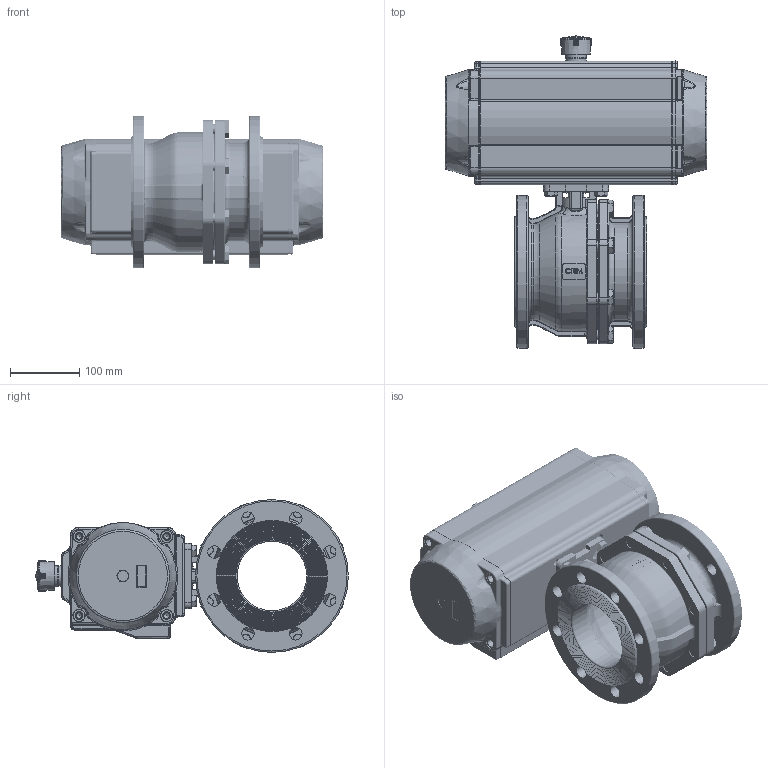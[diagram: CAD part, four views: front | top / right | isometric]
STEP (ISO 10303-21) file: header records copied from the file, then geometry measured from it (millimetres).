
FILE_DESCRIPTION(/* description */ ('Unknown'),/* implementation_level */ '2;1');
FILE_NAME(/* name */ 'PE08 0920-12',/* time_stamp */ '2025-02-24T10:27:50+01:00',/* author */ ('Unknown'),/* organization */ ('Unknown'),/* preprocessor_version */ 'ST-DEVELOPER v19.4',/* originating_system */ 'Solid Edge',/* authorisation */ 'Unknown');
FILE_SCHEMA (('AUTOMOTIVE_DESIGN {1 0 10303 214 3 1 1}'));
Length unit declared in the file: millimetre
Products named in the file (20): PE08 0920-12; 920-12; MV-24D-DD-DN100; MV-24D-LZ-DN100; MV-24D-G(J)-DN100; MV-24D-FGM-DN100; MV-24D-FG-DN100; MV-24D-FS-DN100; MV-24D-T(J)-DN100; DIN 933 M10x30 A2-70 BLK_EDST; PD09_PE08; VTE140埴詰; vt140-2016-06-25; vt140左端盖（模具厂）_MIR; huosai140; VT140-03-C 陔粣; Optische Anzeige; ______; ________(___________; cup head nib bolts with large head gb_GB_FASTENER_BOLT_CHNBW M6X25-N
Assembly tree (34 placements, depth 4):
  PE08 0920-12
    920-12
      MV-24D-DD-DN100  x2
      MV-24D-LZ-DN100  x8
      MV-24D-G(J)-DN100
      MV-24D-FGM-DN100
      MV-24D-FG-DN100
      MV-24D-FS-DN100
      MV-24D-T(J)-DN100
    DIN 933 M10x30 A2-70 BLK_EDST  x4
    PD09_PE08
      VTE140埴詰
      vt140-2016-06-25
      vt140左端盖（模具厂）_MIR
      huosai140  x2
      VT140-03-C 陔粣
      Optische Anzeige
        ______
        ________(___________  x4
        cup head nib bolts with large head gb_GB_FASTENER_BOLT_CHNBW M6X25-N
Bounding box: 377 x 450 x 220 mm (x, y, z)
Volume: 7121785 mm3; surface area: 1300324.4 mm2
Topology: 31 solids, 31 shells, 3714 faces, 9027 edges, 5567 vertices
Faces by surface type: plane 1194, cylinder 976, bspline 720, cone 444, torus 364, sphere 16
Full cylindrical faces by diameter (mm): 3 x16, 3.3 x8, 4.134 x8, 4.66 x1, 5 x2, 6 x1, 6.2 x1, 8 x1, 8.376 x12, 10 x4, 10.106 x6, 11.445 x2, 12.2 x8, 14 x8, 15.5 x8, 17 x8, 17.5 x2, 18 x12, 18.3 x1, 20.5 x1, 22 x3, 23 x2, 24.9 x1, 26 x3, 26.4 x1, 28 x2, 28.1 x1, 29 x1, 30 x5, 37 x2
Entity records: 150246 total; most frequent: CARTESIAN_POINT 85661, ORIENTED_EDGE 13712, DIRECTION 11699, EDGE_CURVE 6856, AXIS2_PLACEMENT_3D 4560, VERTEX_POINT 4500, FACE_BOUND 3780, EDGE_LOOP 3758
